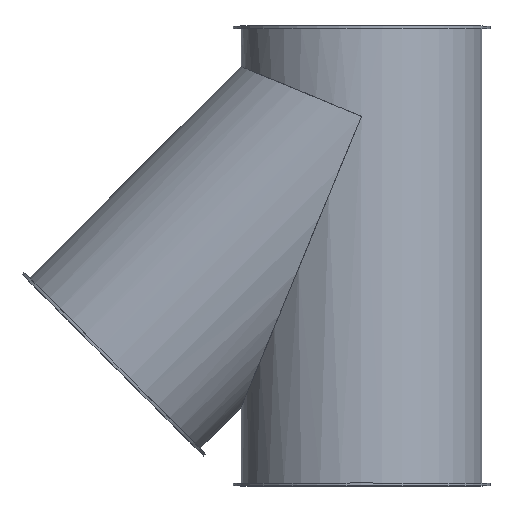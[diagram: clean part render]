
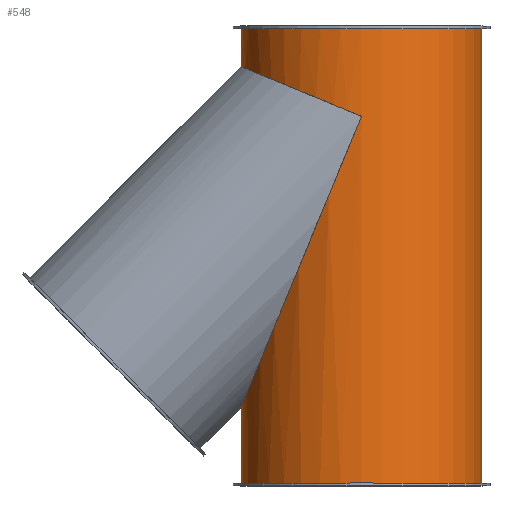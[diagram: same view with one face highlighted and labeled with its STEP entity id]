
A CAD part, top view. The second image highlights one B-rep face of the part: STEP entity #548.
In plain terms, the highlighted cylindrical face has radius 89 mm (diameter 178 mm), a partial arc.
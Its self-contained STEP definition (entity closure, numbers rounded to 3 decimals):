
#27=FACE_BOUND('',#101,.T.);
#37=CIRCLE('',#589,89.);
#40=CIRCLE('',#595,89.);
#50=CYLINDRICAL_SURFACE('',#594,89.);
#70=FACE_OUTER_BOUND('',#100,.T.);
#100=EDGE_LOOP('',(#445,#446,#447,#448));
#101=EDGE_LOOP('',(#449,#450));
#144=LINE('',#868,#192);
#151=LINE('',#882,#199);
#192=VECTOR('',#689,336.);
#199=VECTOR('',#698,336.);
#218=ELLIPSE('',#568,96.371,89.);
#222=ELLIPSE('',#573,232.693,89.);
#233=VERTEX_POINT('',#807);
#234=VERTEX_POINT('',#809);
#253=VERTEX_POINT('',#866);
#254=VERTEX_POINT('',#867);
#259=VERTEX_POINT('',#880);
#260=VERTEX_POINT('',#881);
#285=EDGE_CURVE('',#234,#233,#218,.T.);
#296=EDGE_CURVE('',#233,#234,#222,.T.);
#314=EDGE_CURVE('',#253,#254,#144,.T.);
#321=EDGE_CURVE('',#259,#260,#151,.T.);
#331=EDGE_CURVE('',#254,#259,#37,.T.);
#334=EDGE_CURVE('',#253,#260,#40,.T.);
#445=ORIENTED_EDGE('',*,*,#321,.T.);
#446=ORIENTED_EDGE('',*,*,#334,.F.);
#447=ORIENTED_EDGE('',*,*,#314,.T.);
#448=ORIENTED_EDGE('',*,*,#331,.T.);
#449=ORIENTED_EDGE('',*,*,#285,.T.);
#450=ORIENTED_EDGE('',*,*,#296,.T.);
#548=ADVANCED_FACE('',(#70,#27),#50,.T.);
#568=AXIS2_PLACEMENT_3D('',#810,#635,#636);
#573=AXIS2_PLACEMENT_3D('',#830,#652,#653);
#589=AXIS2_PLACEMENT_3D('',#900,#714,#715);
#594=AXIS2_PLACEMENT_3D('',#905,#724,#725);
#595=AXIS2_PLACEMENT_3D('',#906,#726,#727);
#635=DIRECTION('center_axis',(0.384,0.924,0.));
#636=DIRECTION('ref_axis',(-0.924,0.384,0.));
#652=DIRECTION('center_axis',(0.924,-0.382,0.));
#653=DIRECTION('ref_axis',(-0.382,-0.924,0.));
#689=DIRECTION('',(0.,-1.,0.));
#698=DIRECTION('',(0.,1.,0.));
#714=DIRECTION('center_axis',(0.,1.,0.));
#715=DIRECTION('ref_axis',(1.,0.,0.));
#724=DIRECTION('center_axis',(0.,1.,0.));
#725=DIRECTION('ref_axis',(-1.,0.,0.));
#726=DIRECTION('center_axis',(0.,1.,0.));
#727=DIRECTION('ref_axis',(1.,0.,0.));
#807=CARTESIAN_POINT('',(87.,273.,89.));
#809=CARTESIAN_POINT('',(87.,273.,-89.));
#810=CARTESIAN_POINT('Origin',(87.,273.,0.));
#830=CARTESIAN_POINT('Origin',(87.,273.,0.));
#866=CARTESIAN_POINT('',(175.999,338.,-0.5));
#867=CARTESIAN_POINT('',(175.999,2.,-0.5));
#868=CARTESIAN_POINT('',(175.999,170.,-0.5));
#880=CARTESIAN_POINT('',(175.999,2.,0.5));
#881=CARTESIAN_POINT('',(175.999,338.,0.5));
#882=CARTESIAN_POINT('',(175.999,170.,0.5));
#900=CARTESIAN_POINT('Origin',(87.,2.,0.));
#905=CARTESIAN_POINT('Origin',(87.,170.,0.));
#906=CARTESIAN_POINT('Origin',(87.,338.,0.));
